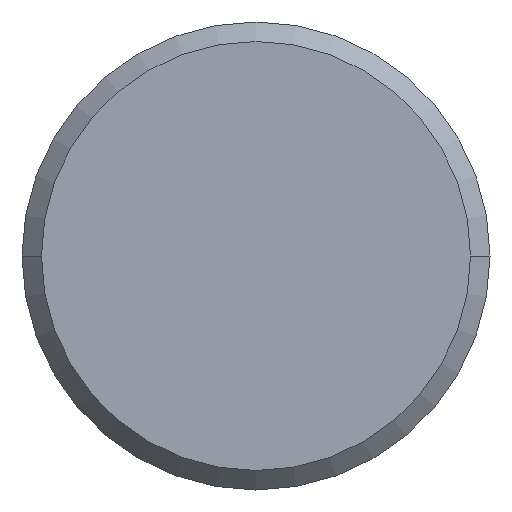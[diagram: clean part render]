
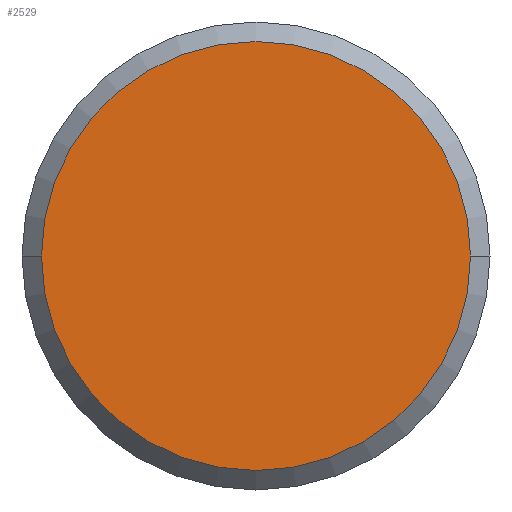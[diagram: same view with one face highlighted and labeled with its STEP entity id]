
A CAD part, front view. The second image highlights one B-rep face of the part: STEP entity #2529.
In plain terms, the highlighted planar face has unit normal (0, -1, 0).
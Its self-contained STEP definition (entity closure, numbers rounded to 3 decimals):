
#909=CARTESIAN_POINT('',(0.,-49.,0.));
#910=DIRECTION('',(0.,1.,0.));
#911=DIRECTION('',(-1.,0.,0.));
#912=AXIS2_PLACEMENT_3D('',#909,#910,#911);
#914=CARTESIAN_POINT('',(0.,-49.,0.));
#915=DIRECTION('',(0.,-1.,0.));
#916=DIRECTION('',(-1.,0.,0.));
#917=AXIS2_PLACEMENT_3D('',#914,#915,#916);
#927=CARTESIAN_POINT('',(-8.25,-49.,0.));
#928=VERTEX_POINT('',#927);
#929=CARTESIAN_POINT('',(8.25,-49.,0.));
#930=VERTEX_POINT('',#929);
#2520=CARTESIAN_POINT('',(0.,-49.,0.));
#2521=DIRECTION('',(0.,-1.,0.));
#2522=DIRECTION('',(1.,0.,0.));
#2523=AXIS2_PLACEMENT_3D('',#2520,#2521,#2522);
#2524=PLANE('',#2523);
#2525=ORIENTED_EDGE('',*,*,#2488,.T.);
#2526=ORIENTED_EDGE('',*,*,#2506,.F.);
#2527=EDGE_LOOP('',(#2525,#2526));
#2528=FACE_OUTER_BOUND('',#2527,.F.);
#2529=ADVANCED_FACE('',(#2528),#2524,.T.);
#913=CIRCLE('',#912,8.25);
#918=CIRCLE('',#917,8.25);
#2488=EDGE_CURVE('',#928,#930,#913,.T.);
#2506=EDGE_CURVE('',#928,#930,#918,.T.);
